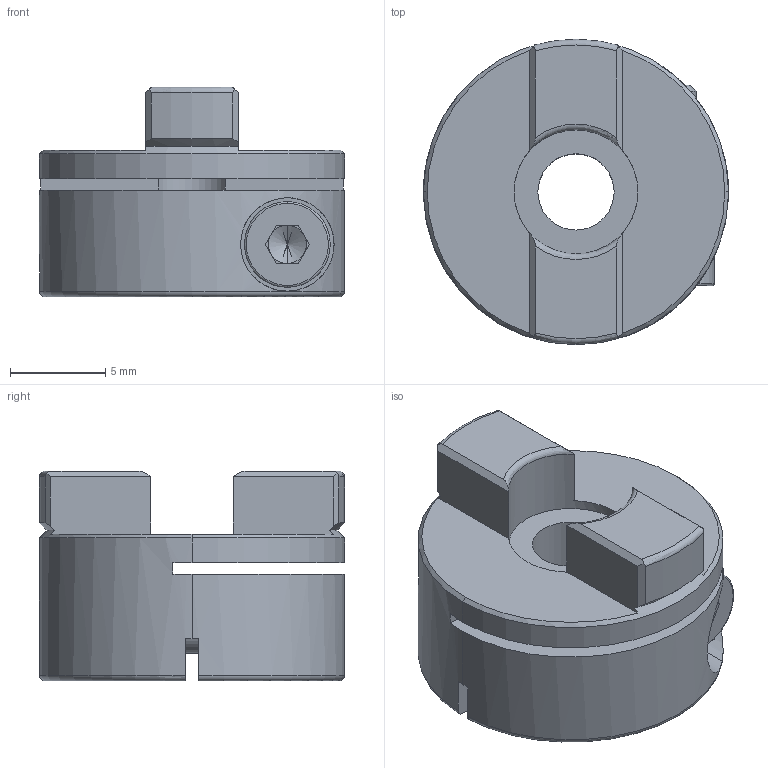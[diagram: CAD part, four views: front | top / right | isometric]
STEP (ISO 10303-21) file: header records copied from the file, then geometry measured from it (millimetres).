
FILE_DESCRIPTION (( 'STEP AP203' ), '1' );
FILE_NAME ('SOH-16C-4.step', '2021-04-15T12:47:06', ( '' ), ( '' ), 'SwSTEP 2.0', 'SolidWorks 2021', '' );
FILE_SCHEMA (( 'CONFIG_CONTROL_DESIGN' ));
Length unit declared in the file: millimetre
Products named in the file (1): SOH-16C-4
Bounding box: 16 x 16 x 11 mm (x, y, z)
Volume: 1464.5 mm3; surface area: 1500.2 mm2
Topology: 2 solids, 2 shells, 93 faces, 237 edges, 147 vertices
Faces by surface type: plane 44, cylinder 25, cone 12, torus 12
Entity records: 3269 total; most frequent: CARTESIAN_POINT 950, DIRECTION 474, ORIENTED_EDGE 470, EDGE_CURVE 235, AXIS2_PLACEMENT_3D 185, VERTEX_POINT 147, VECTOR 104, LINE 104
